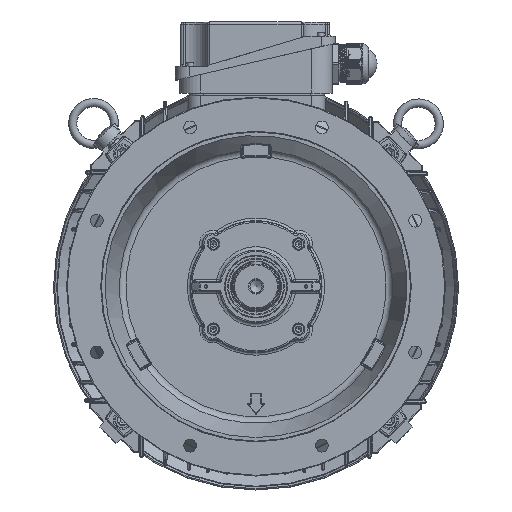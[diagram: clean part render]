
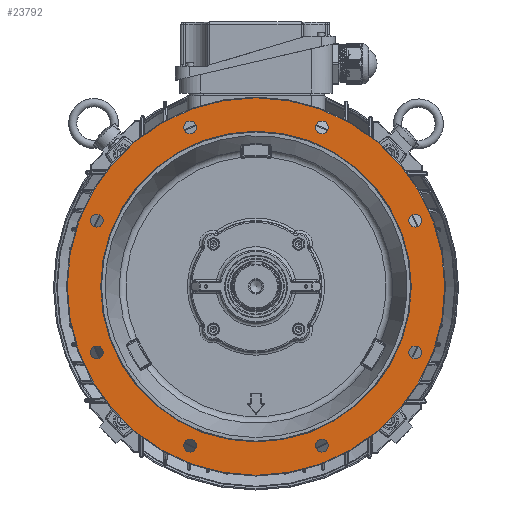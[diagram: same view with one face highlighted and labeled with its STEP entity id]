
A CAD part, top view. The second image highlights one B-rep face of the part: STEP entity #23792.
In plain terms, the highlighted planar face has unit normal (0, 0, 1).
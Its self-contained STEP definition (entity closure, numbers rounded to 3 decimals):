
#19246=FACE_BOUND('',#32265,.T.);
#19247=FACE_BOUND('',#32266,.T.);
#19248=FACE_BOUND('',#32267,.T.);
#19249=FACE_BOUND('',#32268,.T.);
#19250=FACE_BOUND('',#32269,.T.);
#19251=FACE_BOUND('',#32270,.T.);
#19252=FACE_BOUND('',#32271,.T.);
#19253=FACE_BOUND('',#32272,.T.);
#19254=FACE_BOUND('',#32273,.T.);
#19255=FACE_BOUND('',#32274,.T.);
#20367=CIRCLE('',#94150,274.);
#20385=CIRCLE('',#94195,225.4);
#20386=CIRCLE('',#94196,9.25);
#20387=CIRCLE('',#94197,9.25);
#20388=CIRCLE('',#94198,9.25);
#20389=CIRCLE('',#94199,9.25);
#20390=CIRCLE('',#94200,9.25);
#20391=CIRCLE('',#94201,9.25);
#20392=CIRCLE('',#94202,9.25);
#20393=CIRCLE('',#94203,9.25);
#23792=ADVANCED_FACE('',(#19246,#19247,#19248,#19249,#19250,#19251,#19252,
#19253,#19254,#19255),#27211,.T.);
#27211=PLANE('',#94204);
#32265=EDGE_LOOP('',(#49829));
#32266=EDGE_LOOP('',(#49830));
#32267=EDGE_LOOP('',(#49831));
#32268=EDGE_LOOP('',(#49832));
#32269=EDGE_LOOP('',(#49833));
#32270=EDGE_LOOP('',(#49834));
#32271=EDGE_LOOP('',(#49835));
#32272=EDGE_LOOP('',(#49836));
#32273=EDGE_LOOP('',(#49837));
#32274=EDGE_LOOP('',(#49838));
#49829=ORIENTED_EDGE('',*,*,#78373,.T.);
#49830=ORIENTED_EDGE('',*,*,#78374,.T.);
#49831=ORIENTED_EDGE('',*,*,#78375,.T.);
#49832=ORIENTED_EDGE('',*,*,#78376,.T.);
#49833=ORIENTED_EDGE('',*,*,#78377,.T.);
#49834=ORIENTED_EDGE('',*,*,#78378,.T.);
#49835=ORIENTED_EDGE('',*,*,#78379,.T.);
#49836=ORIENTED_EDGE('',*,*,#78380,.T.);
#49837=ORIENTED_EDGE('',*,*,#78381,.T.);
#49838=ORIENTED_EDGE('',*,*,#78292,.T.);
#68688=VERTEX_POINT('',#126049);
#68741=VERTEX_POINT('',#126508);
#68742=VERTEX_POINT('',#126510);
#68743=VERTEX_POINT('',#126512);
#68744=VERTEX_POINT('',#126514);
#68745=VERTEX_POINT('',#126516);
#68746=VERTEX_POINT('',#126518);
#68747=VERTEX_POINT('',#126520);
#68748=VERTEX_POINT('',#126522);
#68749=VERTEX_POINT('',#126524);
#78292=EDGE_CURVE('',#68688,#68688,#20367,.T.);
#78373=EDGE_CURVE('',#68741,#68741,#20385,.T.);
#78374=EDGE_CURVE('',#68742,#68742,#20386,.T.);
#78375=EDGE_CURVE('',#68743,#68743,#20387,.T.);
#78376=EDGE_CURVE('',#68744,#68744,#20388,.T.);
#78377=EDGE_CURVE('',#68745,#68745,#20389,.T.);
#78378=EDGE_CURVE('',#68746,#68746,#20390,.T.);
#78379=EDGE_CURVE('',#68747,#68747,#20391,.T.);
#78380=EDGE_CURVE('',#68748,#68748,#20392,.T.);
#78381=EDGE_CURVE('',#68749,#68749,#20393,.T.);
#94150=AXIS2_PLACEMENT_3D('',#126048,#101467,#101468);
#94195=AXIS2_PLACEMENT_3D('',#126507,#101568,#101569);
#94196=AXIS2_PLACEMENT_3D('',#126509,#101570,#101571);
#94197=AXIS2_PLACEMENT_3D('',#126511,#101572,#101573);
#94198=AXIS2_PLACEMENT_3D('',#126513,#101574,#101575);
#94199=AXIS2_PLACEMENT_3D('',#126515,#101576,#101577);
#94200=AXIS2_PLACEMENT_3D('',#126517,#101578,#101579);
#94201=AXIS2_PLACEMENT_3D('',#126519,#101580,#101581);
#94202=AXIS2_PLACEMENT_3D('',#126521,#101582,#101583);
#94203=AXIS2_PLACEMENT_3D('',#126523,#101584,#101585);
#94204=AXIS2_PLACEMENT_3D('',#126525,#101586,#101587);
#101467=DIRECTION('',(0.,0.,1.));
#101468=DIRECTION('',(0.,-1.,0.));
#101568=DIRECTION('',(0.,0.,-1.));
#101569=DIRECTION('',(0.,-1.,0.));
#101570=DIRECTION('',(0.,0.,-1.));
#101571=DIRECTION('',(0.,1.,0.));
#101572=DIRECTION('',(0.,0.,-1.));
#101573=DIRECTION('',(0.,1.,0.));
#101574=DIRECTION('',(0.,0.,-1.));
#101575=DIRECTION('',(0.,1.,0.));
#101576=DIRECTION('',(0.,0.,-1.));
#101577=DIRECTION('',(0.,1.,0.));
#101578=DIRECTION('',(0.,0.,-1.));
#101579=DIRECTION('',(0.,1.,0.));
#101580=DIRECTION('',(0.,0.,-1.));
#101581=DIRECTION('',(0.,1.,0.));
#101582=DIRECTION('',(0.,0.,-1.));
#101583=DIRECTION('',(0.,1.,0.));
#101584=DIRECTION('',(0.,0.,-1.));
#101585=DIRECTION('',(0.,1.,0.));
#101586=DIRECTION('',(0.,0.,1.));
#101587=DIRECTION('',(0.,-1.,0.));
#126048=CARTESIAN_POINT('',(0.,0.,108.8));
#126049=CARTESIAN_POINT('',(0.,-274.,108.8));
#126507=CARTESIAN_POINT('',(0.,0.,108.8));
#126508=CARTESIAN_POINT('',(0.,-225.4,108.8));
#126509=CARTESIAN_POINT('',(230.97,95.671,108.8));
#126510=CARTESIAN_POINT('',(230.97,104.921,108.8));
#126511=CARTESIAN_POINT('',(230.97,-95.671,108.8));
#126512=CARTESIAN_POINT('',(230.97,-86.421,108.8));
#126513=CARTESIAN_POINT('',(95.671,-230.97,108.8));
#126514=CARTESIAN_POINT('',(95.671,-221.72,108.8));
#126515=CARTESIAN_POINT('',(-95.671,-230.97,108.8));
#126516=CARTESIAN_POINT('',(-95.671,-221.72,108.8));
#126517=CARTESIAN_POINT('',(-230.97,-95.671,108.8));
#126518=CARTESIAN_POINT('',(-230.97,-86.421,108.8));
#126519=CARTESIAN_POINT('',(-230.97,95.671,108.8));
#126520=CARTESIAN_POINT('',(-230.97,104.921,108.8));
#126521=CARTESIAN_POINT('',(-95.671,230.97,108.8));
#126522=CARTESIAN_POINT('',(-95.671,240.22,108.8));
#126523=CARTESIAN_POINT('',(95.671,230.97,108.8));
#126524=CARTESIAN_POINT('',(95.671,240.22,108.8));
#126525=CARTESIAN_POINT('',(0.,0.,108.8));
